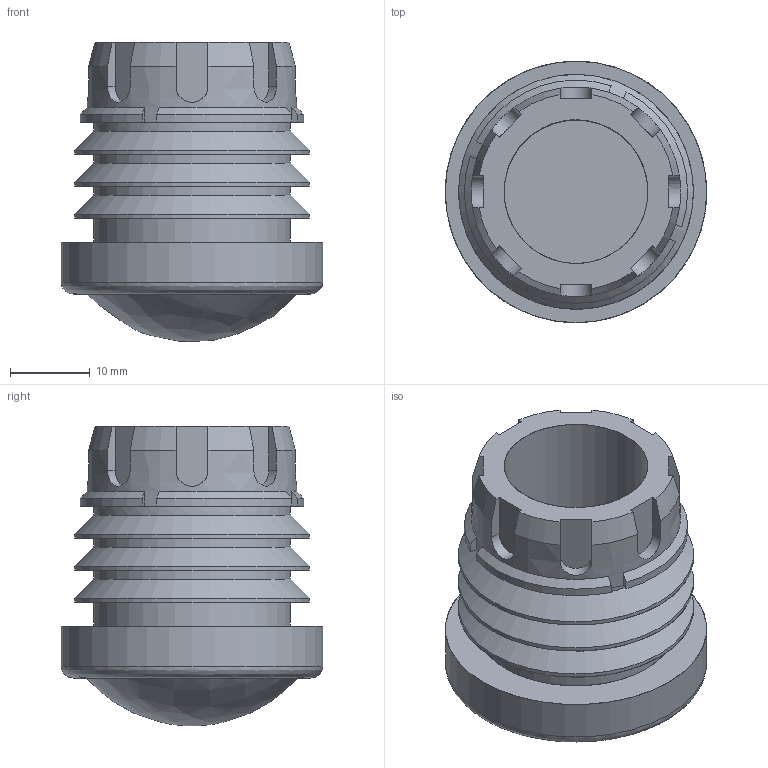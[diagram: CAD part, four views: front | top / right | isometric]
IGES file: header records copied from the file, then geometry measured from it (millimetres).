
Start section: --------------------------------------------------------------------- IGES file generated by CADlook_v12.0.  Visit http://www.cadlook.com for more information on CADlook translators and viewers. ---------------------------------------------------------------------
Global section: file name: 51-30.igs; native system: Cimatron E 9.0; preprocessor: CADlook_v12.0; author: DAVID; organization: None; date: 20120222.101133; units: millimetre
Bounding box: 32.75 x 32.75 x 37.46 mm (x, y, z)
Surface area: 7164.2 mm2 (no closed solid volume)
Topology: 0 solids, 0 shells, 79 faces, 469 edges, 456 vertices
Faces by surface type: bspline 40, revolution 39
